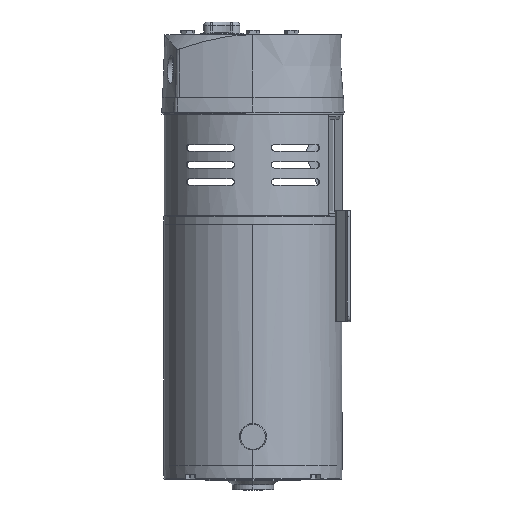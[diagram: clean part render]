
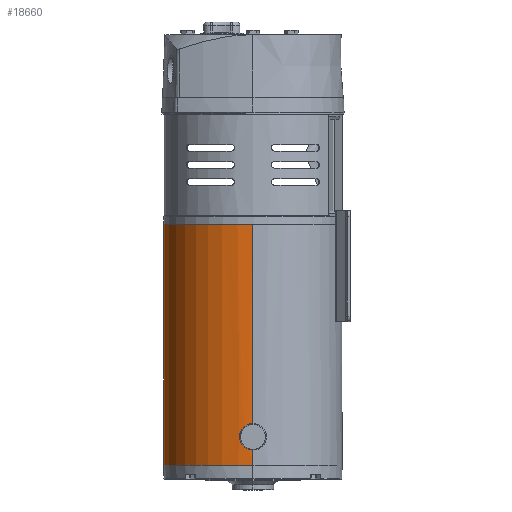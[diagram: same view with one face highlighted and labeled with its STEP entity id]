
A CAD part, left-side view. The second image highlights one B-rep face of the part: STEP entity #18660.
In plain terms, the highlighted cylindrical face has radius 81.534 mm (diameter 163.068 mm), a partial arc.
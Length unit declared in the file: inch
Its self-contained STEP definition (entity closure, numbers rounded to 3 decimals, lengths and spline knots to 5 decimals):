
#61 = CARTESIAN_POINT ( 'NONE',  ( -3.20554, 0.16977, -7.19837 ) ) ;
#1356 = EDGE_CURVE ( 'NONE', #2027, #30989, #19557, .T. ) ;
#1497 = ORIENTED_EDGE ( 'NONE', *, *, #14418, .F. ) ;
#2027 = VERTEX_POINT ( 'NONE', #7060 ) ;
#2254 = CARTESIAN_POINT ( 'NONE',  ( -3.20302, 0.2136, -8.073 ) ) ;
#2462 = CARTESIAN_POINT ( 'NONE',  ( -3.20102, 0.24138, -8.05861 ) ) ;
#2664 = CARTESIAN_POINT ( 'NONE',  ( -3.21, 0.03167, -8.12038 ) ) ;
#3308 = CARTESIAN_POINT ( 'NONE',  ( -3.20629, 0.15493, -7.19322 ) ) ;
#3963 = CARTESIAN_POINT ( 'NONE',  ( -3.20818, 0.10914, -7.18053 ) ) ;
#5323 = EDGE_CURVE ( 'NONE', #11633, #7542, #28385, .T. ) ;
#5724 = CARTESIAN_POINT ( 'NONE',  ( -3.21, 0., -8.12038 ) ) ;
#5944 = CARTESIAN_POINT ( 'NONE',  ( -3.19657, 0.2945, -7.26479 ) ) ;
#6153 = CARTESIAN_POINT ( 'NONE',  ( -3.19058, 0.35276, -7.317 ) ) ;
#6991 = DIRECTION ( 'NONE',  ( 0., 0., -1. ) ) ;
#7060 = CARTESIAN_POINT ( 'NONE',  ( 3.21, 0., 0. ) ) ;
#7542 = VERTEX_POINT ( 'NONE', #42921 ) ;
#9071 = CARTESIAN_POINT ( 'NONE',  ( -3.21, 0., 0. ) ) ;
#9188 = AXIS2_PLACEMENT_3D ( 'NONE', #20172, #36876, #23012 ) ;
#9197 = CARTESIAN_POINT ( 'NONE',  ( -3.1858, 0.39356, -7.36515 ) ) ;
#9416 = CARTESIAN_POINT ( 'NONE',  ( -3.17496, 0.47298, -7.75417 ) ) ;
#9619 = CARTESIAN_POINT ( 'NONE',  ( -3.19418, 0.31858, -8.00405 ) ) ;
#9660 = LINE ( 'NONE', #26407, #39857 ) ;
#10908 = CARTESIAN_POINT ( 'NONE',  ( -3.21, 0.03145, -7.16862 ) ) ;
#11633 = VERTEX_POINT ( 'NONE', #35884 ) ;
#12244 = CARTESIAN_POINT ( 'NONE',  ( -3.19654, 0.29387, -8.02371 ) ) ;
#12447 = CARTESIAN_POINT ( 'NONE',  ( -3.17303, 0.48578, -7.61252 ) ) ;
#12655 = CARTESIAN_POINT ( 'NONE',  ( -3.20554, 0.16983, -8.0906 ) ) ;
#13020 = DIRECTION ( 'NONE',  ( 0., 0., -1. ) ) ;
#13068 = CARTESIAN_POINT ( 'NONE',  ( -3.19297, 0.33037, -7.99368 ) ) ;
#13281 = CARTESIAN_POINT ( 'NONE',  ( -3.20954, 0.06266, -7.17158 ) ) ;
#13501 = CARTESIAN_POINT ( 'NONE',  ( 3.21, 0., -8.6695 ) ) ;
#13618 = CARTESIAN_POINT ( 'NONE',  ( -3.21, 0., 0. ) ) ;
#13699 = DIRECTION ( 'NONE',  ( -1., 0., 0. ) ) ;
#14189 = CIRCLE ( 'NONE', #38476, 3.21 ) ;
#14418 = EDGE_CURVE ( 'NONE', #11633, #26879, #9660, .T. ) ;
#15476 = CARTESIAN_POINT ( 'NONE',  ( -3.18937, 0.36407, -7.96102 ) ) ;
#15699 = CARTESIAN_POINT ( 'NONE',  ( -3.17692, 0.45965, -7.48975 ) ) ;
#16108 = CARTESIAN_POINT ( 'NONE',  ( -3.18937, 0.36348, -7.32845 ) ) ;
#17189 = EDGE_LOOP ( 'NONE', ( #18997, #24732, #33959, #1497, #40131, #39063 ) ) ;
#18660 = ADVANCED_FACE ( 'F871', ( #19807 ), #26338, .T. ) ;
#18978 = CARTESIAN_POINT ( 'NONE',  ( -3.17303, 0.4858, -7.67617 ) ) ;
#18997 = ORIENTED_EDGE ( 'NONE', *, *, #20347, .F. ) ;
#19067 = LINE ( 'NONE', #9071, #39430 ) ;
#19193 = CARTESIAN_POINT ( 'NONE',  ( -3.18696, 0.38434, -7.93718 ) ) ;
#19398 = CARTESIAN_POINT ( 'NONE',  ( -3.18246, 0.41966, -7.88465 ) ) ;
#19557 = LINE ( 'NONE', #29554, #36222 ) ;
#19807 = FACE_OUTER_BOUND ( 'NONE', #17189, .T. ) ;
#20172 = CARTESIAN_POINT ( 'NONE',  ( 0., 0., -8.6695 ) ) ;
#20347 = EDGE_CURVE ( 'NONE', #2027, #39289, #14189, .T. ) ;
#22459 = CARTESIAN_POINT ( 'NONE',  ( -3.18698, 0.38388, -7.35251 ) ) ;
#22673 = CARTESIAN_POINT ( 'NONE',  ( -3.17352, 0.48258, -7.7076 ) ) ;
#22880 = CARTESIAN_POINT ( 'NONE',  ( -3.18355, 0.41131, -7.89815 ) ) ;
#23012 = DIRECTION ( 'NONE',  ( -1., 0., 0. ) ) ;
#23328 = CARTESIAN_POINT ( 'NONE',  ( -3.21, 0., -7.16862 ) ) ;
#24732 = ORIENTED_EDGE ( 'NONE', *, *, #1356, .T. ) ;
#24811 = CARTESIAN_POINT ( 'NONE',  ( -3.21, 0., -8.6695 ) ) ;
#25525 = CARTESIAN_POINT ( 'NONE',  ( -3.17556, 0.46897, -7.76959 ) ) ;
#25723 = CARTESIAN_POINT ( 'NONE',  ( -3.17772, 0.45412, -7.47481 ) ) ;
#25781 = EDGE_CURVE ( 'NONE', #39289, #7542, #19067, .T. ) ;
#25937 = CARTESIAN_POINT ( 'NONE',  ( -3.17773, 0.45406, -7.81433 ) ) ;
#26160 = CARTESIAN_POINT ( 'NONE',  ( -3.19771, 0.28096, -8.03298 ) ) ;
#26338 = CYLINDRICAL_SURFACE ( 'NONE', #32787, 3.21 ) ;
#26360 = CARTESIAN_POINT ( 'NONE',  ( -3.17694, 0.45952, -7.79963 ) ) ;
#26407 = CARTESIAN_POINT ( 'NONE',  ( -3.21, 0., 0. ) ) ;
#26879 = VERTEX_POINT ( 'NONE', #24811 ) ;
#28385 = B_SPLINE_CURVE_WITH_KNOTS ( 'NONE', 3,
 ( #5724, #2664, #29176, #42852, #32011, #42413, #12655, #2254, #2462, #26160, #12244, #9619, #13068, #15476, #19193, #22880, #19398, #32860, #39368, #25937, #26360, #25525, #9416, #22673, #18978, #12447, #39574, #35693, #32228, #15699, #25723, #35905, #38944, #9197, #22459, #16108, #6153, #29396, #5944, #42635, #36104, #61, #3308, #40017, #3963, #13281, #10908, #23328 ),
 .UNSPECIFIED., .F., .F.,
 ( 4, 2, 2, 2, 2, 2, 2, 2, 2, 2, 2, 2, 2, 2, 2, 2, 2, 2, 2, 2, 2, 2, 2, 4 ),
 ( 0.05737, 0.05976, 0.06096, 0.06215, 0.06454, 0.06574, 0.06693, 0.06932, 0.07052, 0.07171, 0.07291, 0.0741, 0.07649, 0.07888, 0.08008, 0.08127, 0.08366, 0.08486, 0.08605, 0.08844, 0.09083, 0.09203, 0.09322, 0.09561 ),
 .UNSPECIFIED. ) ;
#29176 = CARTESIAN_POINT ( 'NONE',  ( -3.20953, 0.06291, -8.11738 ) ) ;
#29220 = DIRECTION ( 'NONE',  ( 0., 0., -1. ) ) ;
#29396 = CARTESIAN_POINT ( 'NONE',  ( -3.19419, 0.31903, -7.28434 ) ) ;
#29554 = CARTESIAN_POINT ( 'NONE',  ( 3.21, 0., 0. ) ) ;
#30238 = CARTESIAN_POINT ( 'NONE',  ( 0., 0., 0. ) ) ;
#30453 = DIRECTION ( 'NONE',  ( -1., 0., 0. ) ) ;
#30989 = VERTEX_POINT ( 'NONE', #13501 ) ;
#32011 = CARTESIAN_POINT ( 'NONE',  ( -3.20762, 0.12444, -8.10476 ) ) ;
#32228 = CARTESIAN_POINT ( 'NONE',  ( -3.17554, 0.46912, -7.51993 ) ) ;
#32787 = AXIS2_PLACEMENT_3D ( 'NONE', #30238, #6991, #13699 ) ;
#32860 = CARTESIAN_POINT ( 'NONE',  ( -3.18042, 0.43485, -7.85715 ) ) ;
#33959 = ORIENTED_EDGE ( 'NONE', *, *, #35418, .F. ) ;
#35418 = EDGE_CURVE ( 'NONE', #26879, #30989, #41078, .T. ) ;
#35693 = CARTESIAN_POINT ( 'NONE',  ( -3.17495, 0.47306, -7.53516 ) ) ;
#35884 = CARTESIAN_POINT ( 'NONE',  ( -3.21, 0., -8.12038 ) ) ;
#35905 = CARTESIAN_POINT ( 'NONE',  ( -3.18034, 0.43552, -7.43141 ) ) ;
#36104 = CARTESIAN_POINT ( 'NONE',  ( -3.20303, 0.21337, -7.2159 ) ) ;
#36222 = VECTOR ( 'NONE', #13020, 39.37008 ) ;
#36876 = DIRECTION ( 'NONE',  ( 0., 0., -1. ) ) ;
#38186 = CARTESIAN_POINT ( 'NONE',  ( 0., 0., 0. ) ) ;
#38476 = AXIS2_PLACEMENT_3D ( 'NONE', #38186, #40206, #30453 ) ;
#38944 = CARTESIAN_POINT ( 'NONE',  ( -3.18241, 0.42037, -7.404 ) ) ;
#39063 = ORIENTED_EDGE ( 'NONE', *, *, #25781, .F. ) ;
#39289 = VERTEX_POINT ( 'NONE', #13618 ) ;
#39368 = CARTESIAN_POINT ( 'NONE',  ( -3.17947, 0.44173, -7.84309 ) ) ;
#39430 = VECTOR ( 'NONE', #42291, 39.37008 ) ;
#39574 = CARTESIAN_POINT ( 'NONE',  ( -3.17353, 0.48254, -7.58126 ) ) ;
#39857 = VECTOR ( 'NONE', #29220, 39.37008 ) ;
#40017 = CARTESIAN_POINT ( 'NONE',  ( -3.20762, 0.12464, -7.18429 ) ) ;
#40131 = ORIENTED_EDGE ( 'NONE', *, *, #5323, .T. ) ;
#40206 = DIRECTION ( 'NONE',  ( 0., 0., 1. ) ) ;
#41078 = CIRCLE ( 'NONE', #9188, 3.21 ) ;
#42291 = DIRECTION ( 'NONE',  ( 0., 0., -1. ) ) ;
#42413 = CARTESIAN_POINT ( 'NONE',  ( -3.2063, 0.15482, -8.09582 ) ) ;
#42635 = CARTESIAN_POINT ( 'NONE',  ( -3.20103, 0.24125, -7.2303 ) ) ;
#42852 = CARTESIAN_POINT ( 'NONE',  ( -3.20818, 0.10913, -8.10847 ) ) ;
#42921 = CARTESIAN_POINT ( 'NONE',  ( -3.21, 0., -7.16862 ) ) ;
